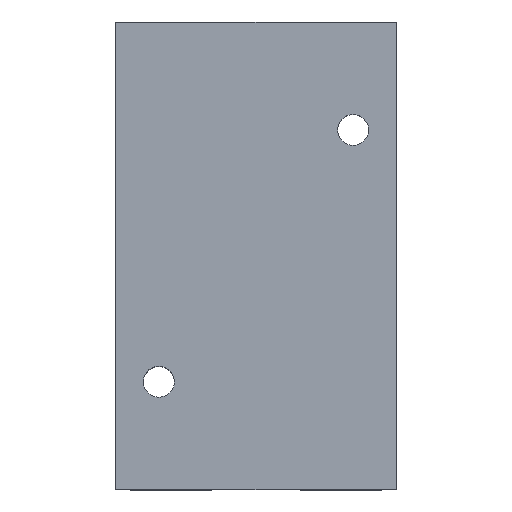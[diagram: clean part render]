
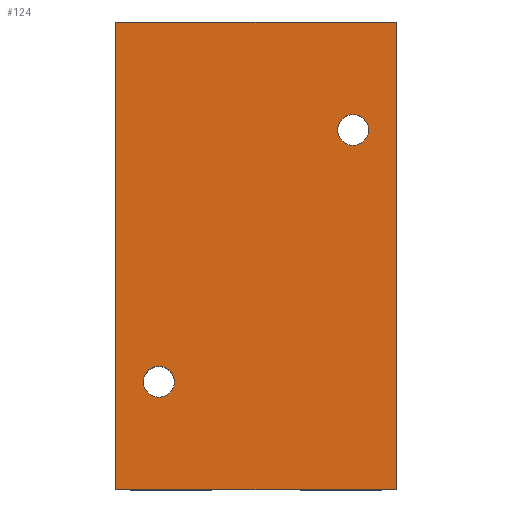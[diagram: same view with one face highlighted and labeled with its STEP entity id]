
A CAD part, top view. The second image highlights one B-rep face of the part: STEP entity #124.
In plain terms, the highlighted planar face has unit normal (0, 0, 1).
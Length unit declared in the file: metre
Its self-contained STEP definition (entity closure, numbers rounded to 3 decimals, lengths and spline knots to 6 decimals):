
#124 = ADVANCED_FACE( '', ( #263, #264, #265 ), #266, .T. );
#263 = FACE_BOUND( '', #399, .T. );
#264 = FACE_OUTER_BOUND( '', #400, .T. );
#265 = FACE_BOUND( '', #401, .T. );
#266 = PLANE( '', #402 );
#399 = EDGE_LOOP( '', ( #692 ) );
#400 = EDGE_LOOP( '', ( #693, #694, #695, #696 ) );
#401 = EDGE_LOOP( '', ( #697 ) );
#402 = AXIS2_PLACEMENT_3D( '', #698, #699, #700 );
#692 = ORIENTED_EDGE( '', *, *, #769, .T. );
#693 = ORIENTED_EDGE( '', *, *, #839, .F. );
#694 = ORIENTED_EDGE( '', *, *, #776, .F. );
#695 = ORIENTED_EDGE( '', *, *, #789, .T. );
#696 = ORIENTED_EDGE( '', *, *, #810, .T. );
#697 = ORIENTED_EDGE( '', *, *, #825, .T. );
#698 = CARTESIAN_POINT( '', ( -0.039, -0.065, 0.04 ) );
#699 = DIRECTION( '', ( 0., 0., 1. ) );
#700 = DIRECTION( '', ( 1., 0., 0. ) );
#769 = EDGE_CURVE( '', #918, #918, #919, .T. );
#776 = EDGE_CURVE( '', #929, #931, #932, .T. );
#789 = EDGE_CURVE( '', #929, #951, #953, .T. );
#810 = EDGE_CURVE( '', #951, #982, #984, .T. );
#825 = EDGE_CURVE( '', #1003, #1003, #1004, .T. );
#839 = EDGE_CURVE( '', #931, #982, #1020, .T. );
#918 = VERTEX_POINT( '', #1275 );
#919 = CIRCLE( '', #1276, 0.0043 );
#929 = VERTEX_POINT( '', #1290 );
#931 = VERTEX_POINT( '', #1293 );
#932 = LINE( '', #1294, #1295 );
#951 = VERTEX_POINT( '', #1318 );
#953 = LINE( '', #1321, #1322 );
#982 = VERTEX_POINT( '', #1362 );
#984 = LINE( '', #1365, #1366 );
#1003 = VERTEX_POINT( '', #1390 );
#1004 = CIRCLE( '', #1391, 0.0043 );
#1020 = LINE( '', #1414, #1415 );
#1275 = CARTESIAN_POINT( '', ( 0.0313, 0.035, 0.04 ) );
#1276 = AXIS2_PLACEMENT_3D( '', #1466, #1467, #1468 );
#1290 = CARTESIAN_POINT( '', ( -0.039, -0.065, 0.04 ) );
#1293 = CARTESIAN_POINT( '', ( -0.039, 0.065, 0.04 ) );
#1294 = CARTESIAN_POINT( '', ( -0.039, -0.065, 0.04 ) );
#1295 = VECTOR( '', #1474, 1. );
#1318 = CARTESIAN_POINT( '', ( 0.039, -0.065, 0.04 ) );
#1321 = CARTESIAN_POINT( '', ( -0.039, -0.065, 0.04 ) );
#1322 = VECTOR( '', #1492, 1. );
#1362 = CARTESIAN_POINT( '', ( 0.039, 0.065, 0.04 ) );
#1365 = CARTESIAN_POINT( '', ( 0.039, -0.065, 0.04 ) );
#1366 = VECTOR( '', #1514, 1. );
#1390 = CARTESIAN_POINT( '', ( -0.0227, -0.035, 0.04 ) );
#1391 = AXIS2_PLACEMENT_3D( '', #1529, #1530, #1531 );
#1414 = CARTESIAN_POINT( '', ( -0.039, 0.065, 0.04 ) );
#1415 = VECTOR( '', #1539, 1. );
#1466 = CARTESIAN_POINT( '', ( 0.027, 0.035, 0.04 ) );
#1467 = DIRECTION( '', ( 0., 0., -1. ) );
#1468 = DIRECTION( '', ( 1., 0., 0. ) );
#1474 = DIRECTION( '', ( 0., 1., 0. ) );
#1492 = DIRECTION( '', ( 1., 0., 0. ) );
#1514 = DIRECTION( '', ( 0., 1., 0. ) );
#1529 = CARTESIAN_POINT( '', ( -0.027, -0.035, 0.04 ) );
#1530 = DIRECTION( '', ( 0., 0., -1. ) );
#1531 = DIRECTION( '', ( 1., 0., 0. ) );
#1539 = DIRECTION( '', ( 1., 0., 0. ) );
